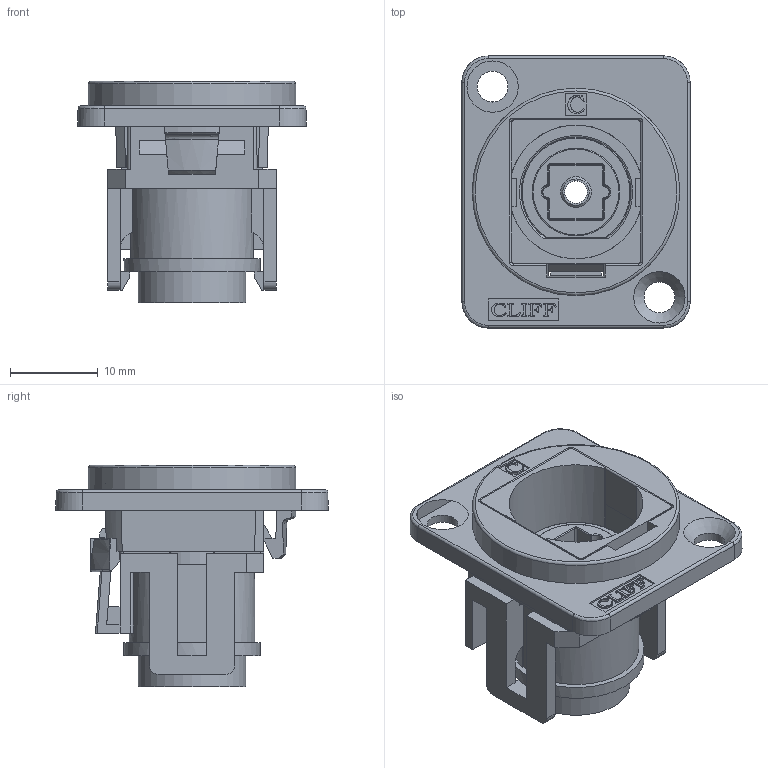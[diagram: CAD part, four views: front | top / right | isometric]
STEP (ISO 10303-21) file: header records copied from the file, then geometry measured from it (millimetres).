
FILE_DESCRIPTION(/* description */ (''),/* implementation_level */ '2;1');
FILE_NAME(/* name */ 'CP30217M Toslink CSK hole.stp',/* time_stamp */ '2025-04-03T09:23:13+01:00',/* author */ ('tottley'),/* organization */ (''),/* preprocessor_version */ 'ST-DEVELOPER v20',/* originating_system */ 'Autodesk Inventor 2025',/* authorisation */ '');
FILE_SCHEMA (('AUTOMOTIVE_DESIGN { 1 0 10303 214 3 1 1 }'));
Length unit declared in the file: millimetre
Products named in the file (1): CP30217 Toslink CSK hole
Bounding box: 26 x 31 x 25.2 mm (x, y, z)
Volume: 5468.9 mm3; surface area: 6352.6 mm2
Topology: 1 solids, 1 shells, 502 faces, 1384 edges, 876 vertices
Faces by surface type: plane 263, cylinder 111, bspline 63, torus 43, cone 14, sphere 8
Full cylindrical faces by diameter (mm): 2.6 x1, 3.5 x4, 10 x1, 12.3 x1, 15.5 x1
Entity records: 17691 total; most frequent: CARTESIAN_POINT 4533, ORIENTED_EDGE 2768, DIRECTION 2448, EDGE_CURVE 1384, LINE 892, VECTOR 892, VERTEX_POINT 876, AXIS2_PLACEMENT_3D 778
